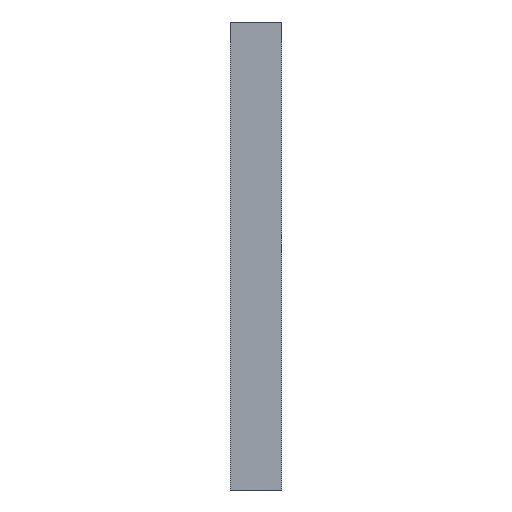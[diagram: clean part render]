
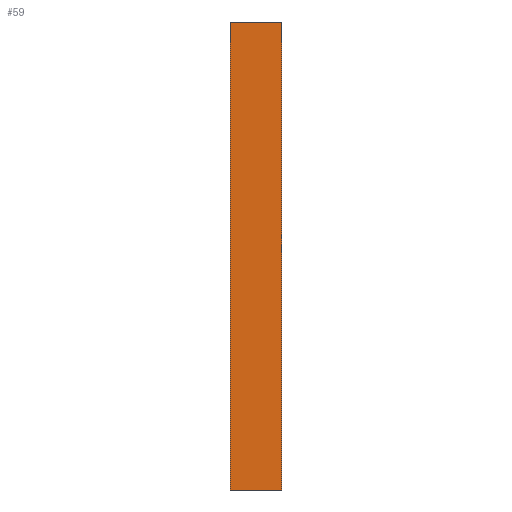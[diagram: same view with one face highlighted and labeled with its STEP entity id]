
A CAD part, left-side view. The second image highlights one B-rep face of the part: STEP entity #59.
In plain terms, the highlighted planar face has unit normal (-1, 0, 0).
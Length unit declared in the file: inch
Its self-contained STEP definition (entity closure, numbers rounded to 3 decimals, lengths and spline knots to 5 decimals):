
#59 = ADVANCED_FACE ( 'NONE', ( #1552 ), #221, .T. ) ;
#208 = DIRECTION ( 'NONE',  ( 0., 1., 0. ) ) ;
#215 = CARTESIAN_POINT ( 'NONE',  ( -5.08858, -0.03937, -0.35433 ) ) ;
#216 = CARTESIAN_POINT ( 'NONE',  ( -5.08858, -0.03937, 0. ) ) ;
#221 = PLANE ( 'NONE',  #739 ) ;
#224 = DIRECTION ( 'NONE',  ( -1., 0., 0. ) ) ;
#228 = DIRECTION ( 'NONE',  ( 0., 0., 1. ) ) ;
#678 = EDGE_CURVE ( 'NONE', #1231, #1249, #1285, .T. ) ;
#739 = AXIS2_PLACEMENT_3D ( 'NONE', #216, #224, #228 ) ;
#778 = CARTESIAN_POINT ( 'NONE',  ( -5.08858, 0., -0.35433 ) ) ;
#779 = DIRECTION ( 'NONE',  ( 0., 0., 1. ) ) ;
#780 = CARTESIAN_POINT ( 'NONE',  ( -5.08858, -0.03937, -0.35433 ) ) ;
#849 = CARTESIAN_POINT ( 'NONE',  ( -5.08858, 0., 0. ) ) ;
#876 = CARTESIAN_POINT ( 'NONE',  ( -5.08858, -0.03937, 0. ) ) ;
#978 = CARTESIAN_POINT ( 'NONE',  ( -5.08858, 0., 0. ) ) ;
#1049 = DIRECTION ( 'NONE',  ( 0., 0., 1. ) ) ;
#1060 = CARTESIAN_POINT ( 'NONE',  ( -5.08858, -0.03937, 0. ) ) ;
#1066 = CARTESIAN_POINT ( 'NONE',  ( -5.08858, -0.03937, 0. ) ) ;
#1067 = DIRECTION ( 'NONE',  ( 0., 1., 0. ) ) ;
#1163 = VECTOR ( 'NONE', #208, 39.37008 ) ;
#1195 = EDGE_LOOP ( 'NONE', ( #1355, #1422, #1250, #1219 ) ) ;
#1219 = ORIENTED_EDGE ( 'NONE', *, *, #1689, .T. ) ;
#1231 = VERTEX_POINT ( 'NONE', #780 ) ;
#1249 = VERTEX_POINT ( 'NONE', #778 ) ;
#1250 = ORIENTED_EDGE ( 'NONE', *, *, #1687, .T. ) ;
#1285 = LINE ( 'NONE', #215, #1163 ) ;
#1355 = ORIENTED_EDGE ( 'NONE', *, *, #1666, .F. ) ;
#1422 = ORIENTED_EDGE ( 'NONE', *, *, #678, .F. ) ;
#1531 = VERTEX_POINT ( 'NONE', #876 ) ;
#1552 = FACE_OUTER_BOUND ( 'NONE', #1195, .T. ) ;
#1569 = VERTEX_POINT ( 'NONE', #849 ) ;
#1666 = EDGE_CURVE ( 'NONE', #1249, #1569, #1868, .T. ) ;
#1687 = EDGE_CURVE ( 'NONE', #1231, #1531, #1875, .T. ) ;
#1689 = EDGE_CURVE ( 'NONE', #1531, #1569, #1827, .T. ) ;
#1811 = VECTOR ( 'NONE', #1049, 39.37008 ) ;
#1827 = LINE ( 'NONE', #1066, #1909 ) ;
#1859 = VECTOR ( 'NONE', #779, 39.37008 ) ;
#1868 = LINE ( 'NONE', #978, #1859 ) ;
#1875 = LINE ( 'NONE', #1060, #1811 ) ;
#1909 = VECTOR ( 'NONE', #1067, 39.37008 ) ;
